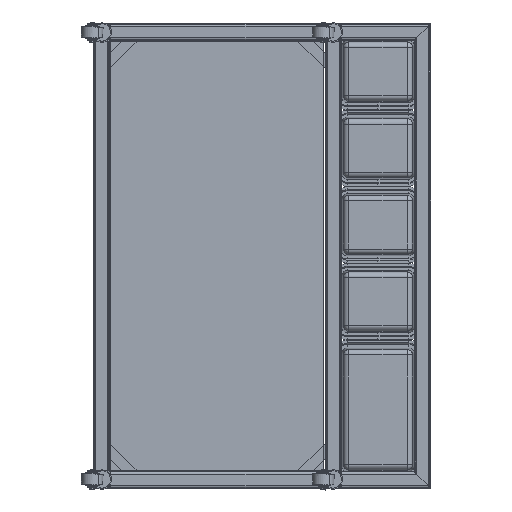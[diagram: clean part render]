
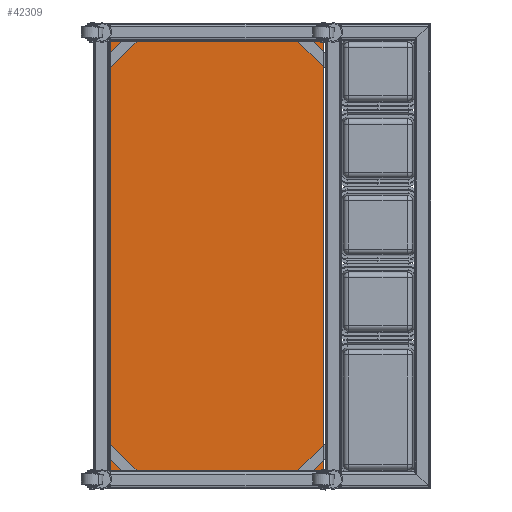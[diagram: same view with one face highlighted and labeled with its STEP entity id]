
A CAD part, front view. The second image highlights one B-rep face of the part: STEP entity #42309.
In plain terms, the highlighted planar face has unit normal (0, -1, 0).
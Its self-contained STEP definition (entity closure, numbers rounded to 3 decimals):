
#336 = CARTESIAN_POINT ( 'NONE',  ( -119.506, -884.644, -982.078 ) ) ;
#1113 = LINE ( 'NONE', #33402, #8907 ) ;
#1694 = LINE ( 'NONE', #2594, #27135 ) ;
#1859 = EDGE_CURVE ( 'NONE', #30884, #11484, #36612, .T. ) ;
#2594 = CARTESIAN_POINT ( 'NONE',  ( -514.506, -884.644, -187.078 ) ) ;
#5617 = CARTESIAN_POINT ( 'NONE',  ( -514.506, -884.644, -982.078 ) ) ;
#6866 = DIRECTION ( 'NONE',  ( 0., 0., 1. ) ) ;
#7074 = VECTOR ( 'NONE', #27925, 1000. ) ;
#7104 = FACE_OUTER_BOUND ( 'NONE', #29877, .T. ) ;
#8125 = LINE ( 'NONE', #24578, #7074 ) ;
#8907 = VECTOR ( 'NONE', #6866, 1000. ) ;
#9293 = VERTEX_POINT ( 'NONE', #41175 ) ;
#9426 = CARTESIAN_POINT ( 'NONE',  ( 0., -884.644, 0. ) ) ;
#11110 = CARTESIAN_POINT ( 'NONE',  ( -119.506, -884.644, -187.078 ) ) ;
#11484 = VERTEX_POINT ( 'NONE', #5617 ) ;
#12761 = DIRECTION ( 'NONE',  ( 0., 0., -1. ) ) ;
#18246 = VERTEX_POINT ( 'NONE', #11110 ) ;
#19244 = DIRECTION ( 'NONE',  ( 1., 0., 0. ) ) ;
#24578 = CARTESIAN_POINT ( 'NONE',  ( -119.506, -884.644, -187.078 ) ) ;
#25623 = ORIENTED_EDGE ( 'NONE', *, *, #35178, .F. ) ;
#27135 = VECTOR ( 'NONE', #19244, 1000. ) ;
#27510 = CARTESIAN_POINT ( 'NONE',  ( -119.506, -884.644, -982.078 ) ) ;
#27824 = VECTOR ( 'NONE', #34149, 1000. ) ;
#27925 = DIRECTION ( 'NONE',  ( 0., 0., -1. ) ) ;
#29287 = PLANE ( 'NONE',  #41878 ) ;
#29877 = EDGE_LOOP ( 'NONE', ( #40114, #32155, #31577, #25623 ) ) ;
#30854 = EDGE_CURVE ( 'NONE', #11484, #9293, #1113, .T. ) ;
#30884 = VERTEX_POINT ( 'NONE', #336 ) ;
#31577 = ORIENTED_EDGE ( 'NONE', *, *, #1859, .F. ) ;
#32155 = ORIENTED_EDGE ( 'NONE', *, *, #30854, .F. ) ;
#32600 = DIRECTION ( 'NONE',  ( 0., -1., 0. ) ) ;
#33402 = CARTESIAN_POINT ( 'NONE',  ( -514.506, -884.644, -982.078 ) ) ;
#34149 = DIRECTION ( 'NONE',  ( -1., 0., 0. ) ) ;
#35178 = EDGE_CURVE ( 'NONE', #18246, #30884, #8125, .T. ) ;
#36612 = LINE ( 'NONE', #27510, #27824 ) ;
#37586 = EDGE_CURVE ( 'NONE', #9293, #18246, #1694, .T. ) ;
#40114 = ORIENTED_EDGE ( 'NONE', *, *, #37586, .F. ) ;
#41175 = CARTESIAN_POINT ( 'NONE',  ( -514.506, -884.644, -187.078 ) ) ;
#41878 = AXIS2_PLACEMENT_3D ( 'NONE', #9426, #32600, #12761 ) ;
#42309 = ADVANCED_FACE ( 'NONE', ( #7104 ), #29287, .T. ) ;
